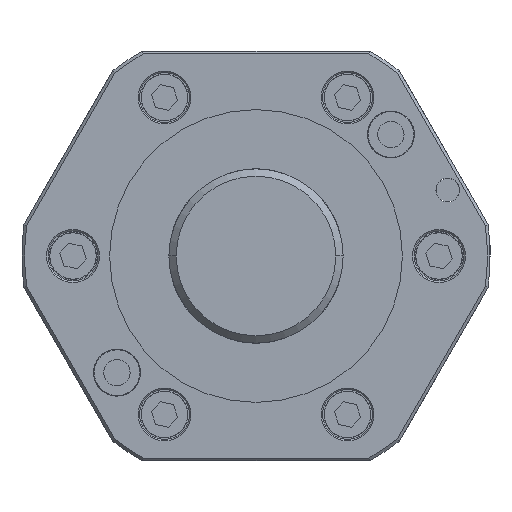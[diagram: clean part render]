
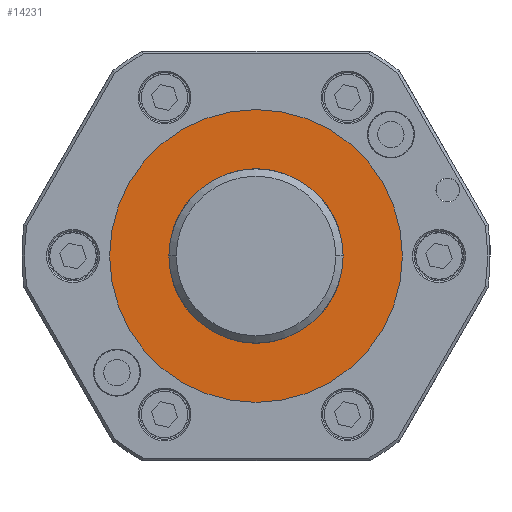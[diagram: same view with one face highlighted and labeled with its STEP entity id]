
A CAD part, front view. The second image highlights one B-rep face of the part: STEP entity #14231.
In plain terms, the highlighted planar face has unit normal (0, -1, 0).
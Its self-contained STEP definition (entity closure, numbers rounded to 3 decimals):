
#844 = VERTEX_POINT ( 'NONE', #9074 ) ;
#1200 = DIRECTION ( 'NONE',  ( 1., 0., 0. ) ) ;
#1238 = CARTESIAN_POINT ( 'NONE',  ( 29.75, 21., 0. ) ) ;
#1431 = DIRECTION ( 'NONE',  ( 0., -1., 0. ) ) ;
#2244 = CARTESIAN_POINT ( 'NONE',  ( 50., 21., 0. ) ) ;
#2525 = ORIENTED_EDGE ( 'NONE', *, *, #4632, .F. ) ;
#2767 = VERTEX_POINT ( 'NONE', #2244 ) ;
#3343 = VERTEX_POINT ( 'NONE', #1238 ) ;
#3945 = ORIENTED_EDGE ( 'NONE', *, *, #5895, .T. ) ;
#4351 = ORIENTED_EDGE ( 'NONE', *, *, #14884, .F. ) ;
#4632 = EDGE_CURVE ( 'NONE', #3343, #844, #12041, .T. ) ;
#5752 = CIRCLE ( 'NONE', #20769, 50. ) ;
#5895 = EDGE_CURVE ( 'NONE', #2767, #17499, #6545, .T. ) ;
#6426 = DIRECTION ( 'NONE',  ( 1., 0., 0. ) ) ;
#6545 = CIRCLE ( 'NONE', #18555, 50. ) ;
#7316 = CARTESIAN_POINT ( 'NONE',  ( -50., 21., 0. ) ) ;
#8017 = CARTESIAN_POINT ( 'NONE',  ( 0., 21., 0. ) ) ;
#8279 = AXIS2_PLACEMENT_3D ( 'NONE', #9538, #21363, #6426 ) ;
#9074 = CARTESIAN_POINT ( 'NONE',  ( -29.75, 21., 0. ) ) ;
#9538 = CARTESIAN_POINT ( 'NONE',  ( 0., 21., 0. ) ) ;
#10532 = PLANE ( 'NONE',  #21207 ) ;
#11507 = DIRECTION ( 'NONE',  ( 0., -1., 0. ) ) ;
#12041 = CIRCLE ( 'NONE', #19387, 29.75 ) ;
#12509 = EDGE_CURVE ( 'NONE', #17499, #2767, #5752, .T. ) ;
#13312 = DIRECTION ( 'NONE',  ( 1., 0., 0. ) ) ;
#13531 = FACE_BOUND ( 'NONE', #20663, .T. ) ;
#14231 = ADVANCED_FACE ( 'NONE', ( #13531, #17187 ), #10532, .F. ) ;
#14884 = EDGE_CURVE ( 'NONE', #844, #3343, #16674, .T. ) ;
#15821 = DIRECTION ( 'NONE',  ( -1., 0., 0. ) ) ;
#15884 = CARTESIAN_POINT ( 'NONE',  ( 0., 21., 0. ) ) ;
#16674 = CIRCLE ( 'NONE', #8279, 29.75 ) ;
#17187 = FACE_OUTER_BOUND ( 'NONE', #20030, .T. ) ;
#17499 = VERTEX_POINT ( 'NONE', #7316 ) ;
#18165 = ORIENTED_EDGE ( 'NONE', *, *, #12509, .T. ) ;
#18555 = AXIS2_PLACEMENT_3D ( 'NONE', #8017, #1431, #21527 ) ;
#19031 = CARTESIAN_POINT ( 'NONE',  ( -50., 21., 0. ) ) ;
#19323 = DIRECTION ( 'NONE',  ( 0., -1., 0. ) ) ;
#19387 = AXIS2_PLACEMENT_3D ( 'NONE', #15884, #19323, #1200 ) ;
#19929 = CARTESIAN_POINT ( 'NONE',  ( 0., 21., 0. ) ) ;
#20030 = EDGE_LOOP ( 'NONE', ( #3945, #18165 ) ) ;
#20581 = DIRECTION ( 'NONE',  ( 0., 1., 0. ) ) ;
#20663 = EDGE_LOOP ( 'NONE', ( #2525, #4351 ) ) ;
#20769 = AXIS2_PLACEMENT_3D ( 'NONE', #19929, #11507, #13312 ) ;
#21207 = AXIS2_PLACEMENT_3D ( 'NONE', #19031, #20581, #15821 ) ;
#21363 = DIRECTION ( 'NONE',  ( 0., -1., 0. ) ) ;
#21527 = DIRECTION ( 'NONE',  ( 1., 0., 0. ) ) ;
